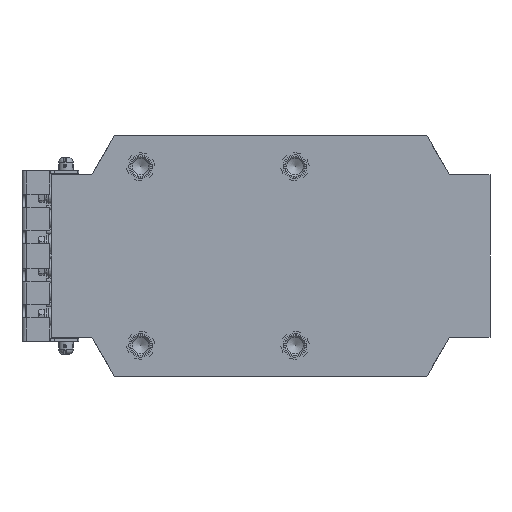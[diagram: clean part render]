
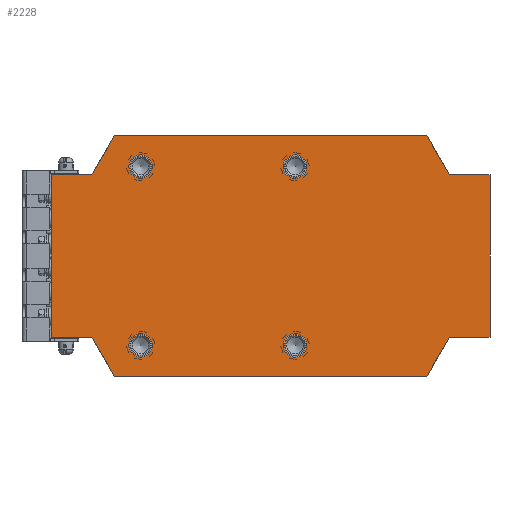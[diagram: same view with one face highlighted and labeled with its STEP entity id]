
A CAD part, front view. The second image highlights one B-rep face of the part: STEP entity #2228.
In plain terms, the highlighted planar face has unit normal (0, -1, 0).
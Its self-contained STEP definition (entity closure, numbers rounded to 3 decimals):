
#2228=ADVANCED_FACE('',(#57828,#57830,#57832,#57834,#57836),#57838,.F.);
#57828=FACE_BOUND('',#57829,.T.);
#57829=EDGE_LOOP('',(#102283,#102284,#102285,#102286,#102287,#102288,#102289,#102290,
#102291,#102292,#102293,#102294));
#57830=FACE_BOUND('',#57831,.T.);
#57831=EDGE_LOOP('',(#102295));
#57832=FACE_BOUND('',#57833,.T.);
#57833=EDGE_LOOP('',(#102296));
#57834=FACE_BOUND('',#57835,.T.);
#57835=EDGE_LOOP('',(#102297));
#57836=FACE_BOUND('',#57837,.T.);
#57837=EDGE_LOOP('',(#102298));
#57838=PLANE('',#57839);
#57839=AXIS2_PLACEMENT_3D('',#57840,#57841,#57842);
#57840=CARTESIAN_POINT('',(0.,0.,0.));
#57841=DIRECTION('',(-0.,1.,0.));
#57842=DIRECTION('',(1.,0.,0.));
#102283=ORIENTED_EDGE('',*,*,#137473,.F.);
#102284=ORIENTED_EDGE('',*,*,#137464,.F.);
#102285=ORIENTED_EDGE('',*,*,#137474,.F.);
#102286=ORIENTED_EDGE('',*,*,#137475,.F.);
#102287=ORIENTED_EDGE('',*,*,#137476,.F.);
#102288=ORIENTED_EDGE('',*,*,#137477,.F.);
#102289=ORIENTED_EDGE('',*,*,#137478,.F.);
#102290=ORIENTED_EDGE('',*,*,#137479,.F.);
#102291=ORIENTED_EDGE('',*,*,#137480,.F.);
#102292=ORIENTED_EDGE('',*,*,#137460,.F.);
#102293=ORIENTED_EDGE('',*,*,#137472,.F.);
#102294=ORIENTED_EDGE('',*,*,#137481,.F.);
#102295=ORIENTED_EDGE('',*,*,#137482,.T.);
#102296=ORIENTED_EDGE('',*,*,#137483,.T.);
#102297=ORIENTED_EDGE('',*,*,#137484,.T.);
#102298=ORIENTED_EDGE('',*,*,#137485,.T.);
#137460=EDGE_CURVE('',#155057,#155060,#155061,.T.);
#137464=EDGE_CURVE('',#155066,#155068,#155069,.T.);
#137472=EDGE_CURVE('',#155081,#155057,#155083,.T.);
#137473=EDGE_CURVE('',#155068,#155084,#155085,.T.);
#137474=EDGE_CURVE('',#155086,#155066,#155087,.T.);
#137475=EDGE_CURVE('',#155088,#155086,#155089,.T.);
#137476=EDGE_CURVE('',#155090,#155088,#155091,.T.);
#137477=EDGE_CURVE('',#155092,#155090,#155093,.T.);
#137478=EDGE_CURVE('',#155094,#155092,#155095,.T.);
#137479=EDGE_CURVE('',#155096,#155094,#155097,.T.);
#137480=EDGE_CURVE('',#155060,#155096,#155098,.T.);
#137481=EDGE_CURVE('',#155084,#155081,#155099,.T.);
#137482=EDGE_CURVE('',#155100,#155100,#155101,.T.);
#137483=EDGE_CURVE('',#155102,#155102,#155103,.T.);
#137484=EDGE_CURVE('',#155104,#155104,#155105,.T.);
#137485=EDGE_CURVE('',#155106,#155106,#155107,.T.);
#155057=VERTEX_POINT('',#184403);
#155060=VERTEX_POINT('',#184408);
#155061=LINE('',#184409,#184410);
#155066=VERTEX_POINT('',#184420);
#155068=VERTEX_POINT('',#184424);
#155069=LINE('',#184425,#184426);
#155081=VERTEX_POINT('',#184453);
#155083=LINE('',#184457,#184458);
#155084=VERTEX_POINT('',#184460);
#155085=LINE('',#184461,#184462);
#155086=VERTEX_POINT('',#184464);
#155087=LINE('',#184465,#184466);
#155088=VERTEX_POINT('',#184468);
#155089=LINE('',#184469,#184470);
#155090=VERTEX_POINT('',#184472);
#155091=LINE('',#184473,#184474);
#155092=VERTEX_POINT('',#184476);
#155093=LINE('',#184477,#184478);
#155094=VERTEX_POINT('',#184480);
#155095=LINE('',#184481,#184482);
#155096=VERTEX_POINT('',#184484);
#155097=LINE('',#184485,#184486);
#155098=LINE('',#184488,#184489);
#155099=LINE('',#184491,#184492);
#155100=VERTEX_POINT('',#184494);
#155101=CIRCLE('',#184495,6.5);
#155102=VERTEX_POINT('',#184499);
#155103=CIRCLE('',#184500,6.5);
#155104=VERTEX_POINT('',#184504);
#155105=CIRCLE('',#184505,6.5);
#155106=VERTEX_POINT('',#184509);
#155107=CIRCLE('',#184510,6.5);
#184403=CARTESIAN_POINT('',(-110.,0.,-50.));
#184408=CARTESIAN_POINT('',(-135.,0.,-50.));
#184409=CARTESIAN_POINT('',(-110.,0.,-50.));
#184410=VECTOR('',#184411,1.);
#184411=DIRECTION('',(-1.,0.,0.));
#184420=CARTESIAN_POINT('',(135.,0.,-50.));
#184424=CARTESIAN_POINT('',(110.,0.,-50.));
#184425=CARTESIAN_POINT('',(135.,0.,-50.));
#184426=VECTOR('',#184427,1.);
#184427=DIRECTION('',(-1.,0.,0.));
#184453=CARTESIAN_POINT('',(-96.144,0.,-74.));
#184457=CARTESIAN_POINT('',(-96.144,0.,-74.));
#184458=VECTOR('',#184459,1.);
#184459=DIRECTION('',(-0.5,0.,0.866));
#184460=CARTESIAN_POINT('',(96.144,0.,-74.));
#184461=CARTESIAN_POINT('',(110.,0.,-50.));
#184462=VECTOR('',#184463,1.);
#184463=DIRECTION('',(-0.5,0.,-0.866));
#184464=CARTESIAN_POINT('',(135.,0.,50.));
#184465=CARTESIAN_POINT('',(135.,0.,50.));
#184466=VECTOR('',#184467,1.);
#184467=DIRECTION('',(0.,0.,-1.));
#184468=CARTESIAN_POINT('',(110.,0.,50.));
#184469=CARTESIAN_POINT('',(110.,0.,50.));
#184470=VECTOR('',#184471,1.);
#184471=DIRECTION('',(1.,0.,0.));
#184472=CARTESIAN_POINT('',(96.144,0.,74.));
#184473=CARTESIAN_POINT('',(96.144,0.,74.));
#184474=VECTOR('',#184475,1.);
#184475=DIRECTION('',(0.5,0.,-0.866));
#184476=CARTESIAN_POINT('',(-96.144,0.,74.));
#184477=CARTESIAN_POINT('',(-96.144,0.,74.));
#184478=VECTOR('',#184479,1.);
#184479=DIRECTION('',(1.,0.,0.));
#184480=CARTESIAN_POINT('',(-110.,0.,50.));
#184481=CARTESIAN_POINT('',(-110.,0.,50.));
#184482=VECTOR('',#184483,1.);
#184483=DIRECTION('',(0.5,0.,0.866));
#184484=CARTESIAN_POINT('',(-135.,0.,50.));
#184485=CARTESIAN_POINT('',(-135.,0.,50.));
#184486=VECTOR('',#184487,1.);
#184487=DIRECTION('',(1.,0.,0.));
#184488=CARTESIAN_POINT('',(-135.,0.,-50.));
#184489=VECTOR('',#184490,1.);
#184490=DIRECTION('',(0.,0.,1.));
#184491=CARTESIAN_POINT('',(96.144,0.,-74.));
#184492=VECTOR('',#184493,1.);
#184493=DIRECTION('',(-1.,0.,0.));
#184494=CARTESIAN_POINT('',(21.5,0.,-55.));
#184495=AXIS2_PLACEMENT_3D('',#184496,#184497,#184498);
#184496=CARTESIAN_POINT('',(15.,0.,-55.));
#184497=DIRECTION('',(-0.,1.,0.));
#184498=DIRECTION('',(1.,0.,0.));
#184499=CARTESIAN_POINT('',(-73.5,0.,55.));
#184500=AXIS2_PLACEMENT_3D('',#184501,#184502,#184503);
#184501=CARTESIAN_POINT('',(-80.,0.,55.));
#184502=DIRECTION('',(-0.,1.,0.));
#184503=DIRECTION('',(1.,0.,0.));
#184504=CARTESIAN_POINT('',(-73.5,0.,-55.));
#184505=AXIS2_PLACEMENT_3D('',#184506,#184507,#184508);
#184506=CARTESIAN_POINT('',(-80.,0.,-55.));
#184507=DIRECTION('',(-0.,1.,0.));
#184508=DIRECTION('',(1.,0.,0.));
#184509=CARTESIAN_POINT('',(21.5,0.,55.));
#184510=AXIS2_PLACEMENT_3D('',#184511,#184512,#184513);
#184511=CARTESIAN_POINT('',(15.,0.,55.));
#184512=DIRECTION('',(-0.,1.,0.));
#184513=DIRECTION('',(1.,0.,0.));
